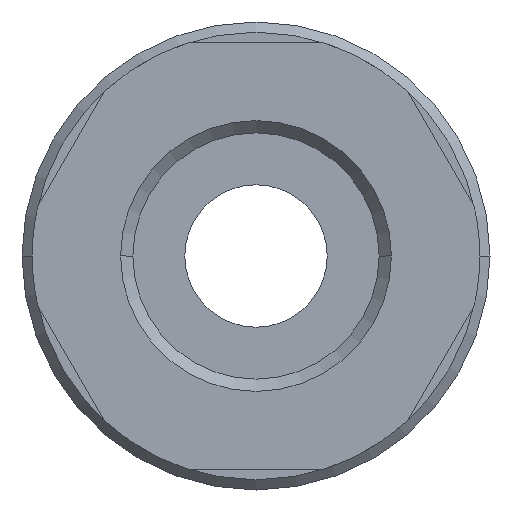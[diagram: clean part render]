
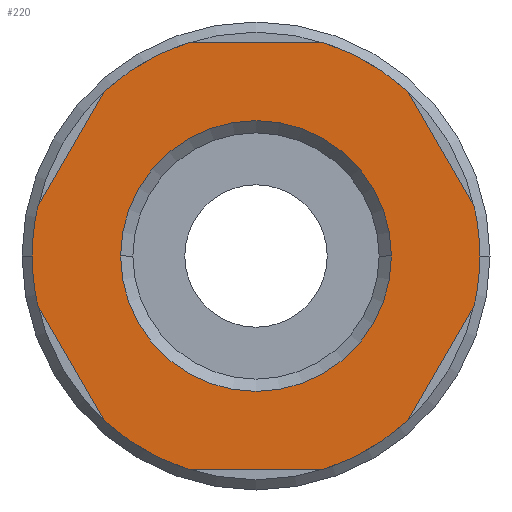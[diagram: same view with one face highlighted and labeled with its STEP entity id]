
A CAD part, front view. The second image highlights one B-rep face of the part: STEP entity #220.
In plain terms, the highlighted planar face has unit normal (0, -1, 0).
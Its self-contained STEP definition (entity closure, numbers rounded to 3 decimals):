
#220=ADVANCED_FACE('',(#457,#458),#459,.T.);
#457=FACE_BOUND('',#702,.T.);
#458=FACE_OUTER_BOUND('',#703,.T.);
#459=PLANE('',#704);
#702=EDGE_LOOP('',(#1244,#1245));
#703=EDGE_LOOP('',(#1246,#1247,#1248,#1249,#1250,#1251,#1252,#1253,#1254,#1255,#1256,#1257,#1258,#1259));
#704=AXIS2_PLACEMENT_3D('',#1260,#1261,#1262);
#1244=ORIENTED_EDGE('',*,*,#1533,.T.);
#1245=ORIENTED_EDGE('',*,*,#1542,.T.);
#1246=ORIENTED_EDGE('',*,*,#1504,.T.);
#1247=ORIENTED_EDGE('',*,*,#1613,.F.);
#1248=ORIENTED_EDGE('',*,*,#1513,.T.);
#1249=ORIENTED_EDGE('',*,*,#1511,.F.);
#1250=ORIENTED_EDGE('',*,*,#1614,.T.);
#1251=ORIENTED_EDGE('',*,*,#1601,.F.);
#1252=ORIENTED_EDGE('',*,*,#1591,.F.);
#1253=ORIENTED_EDGE('',*,*,#1564,.T.);
#1254=ORIENTED_EDGE('',*,*,#1547,.F.);
#1255=ORIENTED_EDGE('',*,*,#1615,.T.);
#1256=ORIENTED_EDGE('',*,*,#1528,.F.);
#1257=ORIENTED_EDGE('',*,*,#1474,.T.);
#1258=ORIENTED_EDGE('',*,*,#1461,.F.);
#1259=ORIENTED_EDGE('',*,*,#1616,.F.);
#1260=CARTESIAN_POINT('',(5.5,0.0,0.0));
#1261=DIRECTION('',(-0.0,-1.0,-0.0));
#1262=DIRECTION('',(-1.0,0.0,0.0));
#1461=EDGE_CURVE('',#1749,#1751,#1752,.T.);
#1474=EDGE_CURVE('',#1772,#1751,#1773,.T.);
#1504=EDGE_CURVE('',#1817,#1814,#1818,.T.);
#1511=EDGE_CURVE('',#1828,#1823,#1830,.T.);
#1513=EDGE_CURVE('',#1832,#1823,#1833,.T.);
#1528=EDGE_CURVE('',#1772,#1850,#1854,.T.);
#1533=EDGE_CURVE('',#1860,#1858,#1861,.T.);
#1542=EDGE_CURVE('',#1858,#1860,#1874,.T.);
#1547=EDGE_CURVE('',#1881,#1876,#1883,.T.);
#1564=EDGE_CURVE('',#1900,#1876,#1901,.T.);
#1591=EDGE_CURVE('',#1900,#1931,#1935,.T.);
#1601=EDGE_CURVE('',#1931,#1945,#1946,.T.);
#1613=EDGE_CURVE('',#1832,#1814,#1959,.T.);
#1614=EDGE_CURVE('',#1828,#1945,#1960,.T.);
#1615=EDGE_CURVE('',#1881,#1850,#1961,.T.);
#1616=EDGE_CURVE('',#1817,#1749,#1962,.T.);
#1749=VERTEX_POINT('',#2234);
#1751=VERTEX_POINT('',#2237);
#1752=CIRCLE('',#2238,11.0);
#1772=VERTEX_POINT('',#2261);
#1773=LINE('',#2262,#2263);
#1814=VERTEX_POINT('',#2342);
#1817=VERTEX_POINT('',#2346);
#1818=LINE('',#2347,#2348);
#1823=VERTEX_POINT('',#2355);
#1828=VERTEX_POINT('',#2361);
#1830=CIRCLE('',#2364,11.0);
#1832=VERTEX_POINT('',#2366);
#1833=LINE('',#2367,#2368);
#1850=VERTEX_POINT('',#2411);
#1854=CIRCLE('',#2416,11.0);
#1858=VERTEX_POINT('',#2420);
#1860=VERTEX_POINT('',#2423);
#1861=CIRCLE('',#2424,6.655);
#1874=CIRCLE('',#2440,6.655);
#1876=VERTEX_POINT('',#2442);
#1881=VERTEX_POINT('',#2448);
#1883=CIRCLE('',#2451,11.0);
#1900=VERTEX_POINT('',#2506);
#1901=LINE('',#2507,#2508);
#1931=VERTEX_POINT('',#2568);
#1935=CIRCLE('',#2573,11.0);
#1945=VERTEX_POINT('',#2594);
#1946=CIRCLE('',#2595,11.0);
#1959=CIRCLE('',#2631,11.0);
#1960=LINE('',#2632,#2633);
#1961=LINE('',#2634,#2635);
#1962=CIRCLE('',#2636,11.0);
#2234=CARTESIAN_POINT('',(-11.0,0.0,0.));
#2237=CARTESIAN_POINT('',(-10.733,0.0,2.411));
#2238=AXIS2_PLACEMENT_3D('',#2749,#2750,#2751);
#2261=CARTESIAN_POINT('',(-7.454,0.0,8.089));
#2262=CARTESIAN_POINT('',(-8.406,0.0,6.441));
#2263=VECTOR('',#2773,1.0);
#2342=CARTESIAN_POINT('',(-7.454,0.0,-8.089));
#2346=CARTESIAN_POINT('',(-10.733,0.0,-2.411));
#2347=CARTESIAN_POINT('',(-8.406,0.0,-6.441));
#2348=VECTOR('',#2822,1.0);
#2355=CARTESIAN_POINT('',(3.279,0.0,-10.5));
#2361=CARTESIAN_POINT('',(7.454,0.0,-8.089));
#2364=AXIS2_PLACEMENT_3D('',#2830,#2831,#2832);
#2366=CARTESIAN_POINT('',(-3.279,0.0,-10.5));
#2367=CARTESIAN_POINT('',(2.75,0.0,-10.5));
#2368=VECTOR('',#2833,1.0);
#2411=CARTESIAN_POINT('',(-3.279,0.0,10.5));
#2416=AXIS2_PLACEMENT_3D('',#2848,#2849,#2850);
#2420=CARTESIAN_POINT('',(6.655,0.0,0.));
#2423=CARTESIAN_POINT('',(-6.655,0.0,0.));
#2424=AXIS2_PLACEMENT_3D('',#2855,#2856,#2857);
#2440=AXIS2_PLACEMENT_3D('',#2870,#2871,#2872);
#2442=CARTESIAN_POINT('',(7.454,0.0,8.089));
#2448=CARTESIAN_POINT('',(3.279,0.0,10.5));
#2451=AXIS2_PLACEMENT_3D('',#2878,#2879,#2880);
#2506=CARTESIAN_POINT('',(10.733,0.0,2.411));
#2507=CARTESIAN_POINT('',(9.781,0.0,4.059));
#2508=VECTOR('',#2892,1.0);
#2568=CARTESIAN_POINT('',(11.0,0.0,0.));
#2573=AXIS2_PLACEMENT_3D('',#2923,#2924,#2925);
#2594=CARTESIAN_POINT('',(10.733,0.0,-2.411));
#2595=AXIS2_PLACEMENT_3D('',#2935,#2936,#2937);
#2631=AXIS2_PLACEMENT_3D('',#2942,#2943,#2944);
#2632=CARTESIAN_POINT('',(9.781,0.0,-4.059));
#2633=VECTOR('',#2945,1.0);
#2634=CARTESIAN_POINT('',(2.75,0.0,10.5));
#2635=VECTOR('',#2946,1.0);
#2636=AXIS2_PLACEMENT_3D('',#2947,#2948,#2949);
#2749=CARTESIAN_POINT('',(0.0,0.0,0.0));
#2750=DIRECTION('',(-0.0,1.0,0.0));
#2751=DIRECTION('',(1.0,0.0,0.0));
#2773=DIRECTION('',(-0.5,0.0,-0.866));
#2822=DIRECTION('',(0.5,0.0,-0.866));
#2830=CARTESIAN_POINT('',(0.0,0.0,0.0));
#2831=DIRECTION('',(-0.0,1.0,0.0));
#2832=DIRECTION('',(1.0,0.0,0.0));
#2833=DIRECTION('',(1.0,-0.0,0.0));
#2848=CARTESIAN_POINT('',(0.0,0.0,0.0));
#2849=DIRECTION('',(-0.0,1.0,0.0));
#2850=DIRECTION('',(1.0,0.0,0.0));
#2855=CARTESIAN_POINT('',(0.0,0.0,0.0));
#2856=DIRECTION('',(-0.0,1.0,0.0));
#2857=DIRECTION('',(1.0,0.0,0.0));
#2870=CARTESIAN_POINT('',(0.0,0.0,0.0));
#2871=DIRECTION('',(-0.0,1.0,0.0));
#2872=DIRECTION('',(1.0,0.0,0.0));
#2878=CARTESIAN_POINT('',(0.0,0.0,0.0));
#2879=DIRECTION('',(-0.0,1.0,0.0));
#2880=DIRECTION('',(1.0,0.0,0.0));
#2892=DIRECTION('',(-0.5,0.0,0.866));
#2923=CARTESIAN_POINT('',(0.0,0.0,0.0));
#2924=DIRECTION('',(-0.0,1.0,0.0));
#2925=DIRECTION('',(1.0,0.0,0.0));
#2935=CARTESIAN_POINT('',(0.0,0.0,0.0));
#2936=DIRECTION('',(-0.0,1.0,0.0));
#2937=DIRECTION('',(1.0,0.0,0.0));
#2942=CARTESIAN_POINT('',(0.0,0.0,0.0));
#2943=DIRECTION('',(-0.0,1.0,0.0));
#2944=DIRECTION('',(1.0,0.0,0.0));
#2945=DIRECTION('',(0.5,-0.0,0.866));
#2946=DIRECTION('',(-1.0,0.0,0.));
#2947=CARTESIAN_POINT('',(0.0,0.0,0.0));
#2948=DIRECTION('',(-0.0,1.0,0.0));
#2949=DIRECTION('',(1.0,0.0,0.0));
